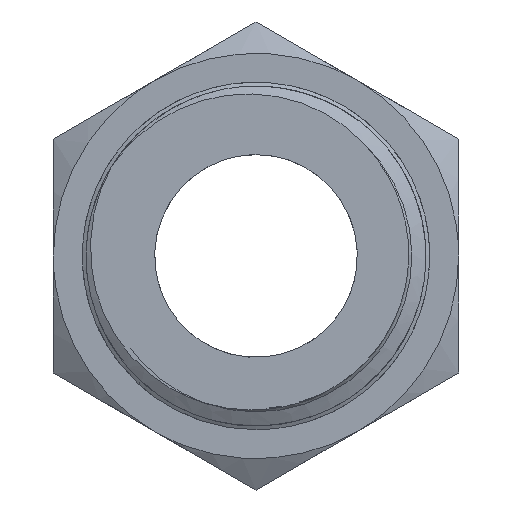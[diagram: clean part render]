
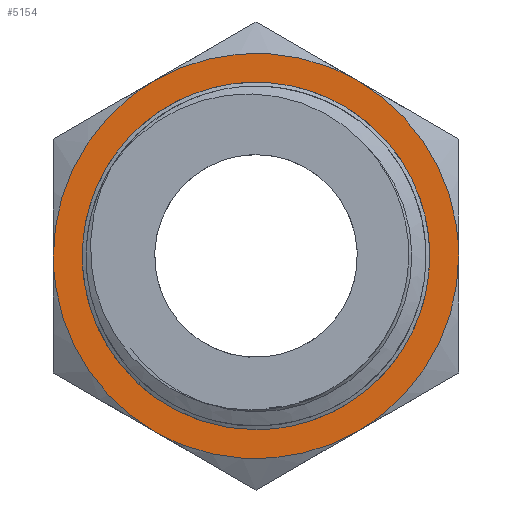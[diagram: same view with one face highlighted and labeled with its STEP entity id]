
A CAD part, left-side view. The second image highlights one B-rep face of the part: STEP entity #5154.
In plain terms, the highlighted free-form (B-spline) face has degree [1, 1] with [2, 2] control points.
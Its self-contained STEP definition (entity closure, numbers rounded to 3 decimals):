
#4594 = VERTEX_POINT('',#4595);
#4595 = CARTESIAN_POINT('',(0.,0.,-10.134));
#4600 = EDGE_CURVE('',#4594,#4594,#4601,.T.);
#4601 = ( BOUNDED_CURVE() B_SPLINE_CURVE(2,(#4602,#4603,#4604,#4605,
#4606,#4607,#4608),.UNSPECIFIED.,.T.,.F.) B_SPLINE_CURVE_WITH_KNOTS((3,2
    ,2,3),(3.142,5.236,7.33,9.425),
.PIECEWISE_BEZIER_KNOTS.) CURVE() GEOMETRIC_REPRESENTATION_ITEM() 
RATIONAL_B_SPLINE_CURVE((1.,0.5,1.,0.5,1.,0.5,1.)) REPRESENTATION_ITEM(
  '') );
#4602 = CARTESIAN_POINT('',(0.,0.,-10.134));
#4603 = CARTESIAN_POINT('',(0.,17.552,-10.134));
#4604 = CARTESIAN_POINT('',(0.,8.776,5.067));
#4605 = CARTESIAN_POINT('',(0.,0.,20.267));
#4606 = CARTESIAN_POINT('',(0.,-8.776,5.067));
#4607 = CARTESIAN_POINT('',(0.,-17.552,-10.134));
#4608 = CARTESIAN_POINT('',(0.,0.,-10.134));
#4652 = VERTEX_POINT('',#4653);
#4653 = CARTESIAN_POINT('',(0.,-5.911,-10.237));
#4659 = EDGE_CURVE('',#4652,#4660,#4662,.T.);
#4660 = VERTEX_POINT('',#4661);
#4661 = CARTESIAN_POINT('',(0.,5.911,-10.237));
#4662 = ( BOUNDED_CURVE() B_SPLINE_CURVE(2,(#4663,#4664,#4665),
.UNSPECIFIED.,.F.,.F.) B_SPLINE_CURVE_WITH_KNOTS((3,3),(2.618,
3.665),.PIECEWISE_BEZIER_KNOTS.) CURVE() 
GEOMETRIC_REPRESENTATION_ITEM() RATIONAL_B_SPLINE_CURVE((1.,
0.866,1.)) REPRESENTATION_ITEM('') );
#4663 = CARTESIAN_POINT('',(0.,-5.911,-10.237));
#4664 = CARTESIAN_POINT('',(0.,0.,-13.65));
#4665 = CARTESIAN_POINT('',(0.,5.911,-10.237));
#4686 = VERTEX_POINT('',#4687);
#4687 = CARTESIAN_POINT('',(0.,-11.821,0.));
#4693 = EDGE_CURVE('',#4686,#4652,#4694,.T.);
#4694 = ( BOUNDED_CURVE() B_SPLINE_CURVE(2,(#4695,#4696,#4697),
.UNSPECIFIED.,.F.,.F.) B_SPLINE_CURVE_WITH_KNOTS((3,3),(1.571,
2.618),.PIECEWISE_BEZIER_KNOTS.) CURVE() 
GEOMETRIC_REPRESENTATION_ITEM() RATIONAL_B_SPLINE_CURVE((1.,
0.866,1.)) REPRESENTATION_ITEM('') );
#4695 = CARTESIAN_POINT('',(0.,-11.821,0.));
#4696 = CARTESIAN_POINT('',(0.,-11.821,-6.825));
#4697 = CARTESIAN_POINT('',(0.,-5.911,-10.237));
#4718 = VERTEX_POINT('',#4719);
#4719 = CARTESIAN_POINT('',(0.,-5.911,10.237));
#4725 = EDGE_CURVE('',#4718,#4686,#4726,.T.);
#4726 = ( BOUNDED_CURVE() B_SPLINE_CURVE(2,(#4727,#4728,#4729),
.UNSPECIFIED.,.F.,.F.) B_SPLINE_CURVE_WITH_KNOTS((3,3),(0.524,
1.571),.PIECEWISE_BEZIER_KNOTS.) CURVE() 
GEOMETRIC_REPRESENTATION_ITEM() RATIONAL_B_SPLINE_CURVE((1.,
0.866,1.)) REPRESENTATION_ITEM('') );
#4727 = CARTESIAN_POINT('',(0.,-5.911,10.237));
#4728 = CARTESIAN_POINT('',(0.,-11.821,6.825));
#4729 = CARTESIAN_POINT('',(0.,-11.821,0.));
#4756 = VERTEX_POINT('',#4757);
#4757 = CARTESIAN_POINT('',(0.,5.911,10.237));
#4763 = EDGE_CURVE('',#4756,#4718,#4764,.T.);
#4764 = ( BOUNDED_CURVE() B_SPLINE_CURVE(2,(#4765,#4766,#4767),
.UNSPECIFIED.,.F.,.F.) B_SPLINE_CURVE_WITH_KNOTS((3,3),(5.76,
6.807),.PIECEWISE_BEZIER_KNOTS.) CURVE() 
GEOMETRIC_REPRESENTATION_ITEM() RATIONAL_B_SPLINE_CURVE((1.,
0.866,1.)) REPRESENTATION_ITEM('') );
#4765 = CARTESIAN_POINT('',(0.,5.911,10.237));
#4766 = CARTESIAN_POINT('',(0.,0.,13.65));
#4767 = CARTESIAN_POINT('',(0.,-5.911,10.237));
#4788 = VERTEX_POINT('',#4789);
#4789 = CARTESIAN_POINT('',(0.,11.821,0.));
#4795 = EDGE_CURVE('',#4788,#4756,#4796,.T.);
#4796 = ( BOUNDED_CURVE() B_SPLINE_CURVE(2,(#4797,#4798,#4799),
.UNSPECIFIED.,.F.,.F.) B_SPLINE_CURVE_WITH_KNOTS((3,3),(4.712,
5.76),.PIECEWISE_BEZIER_KNOTS.) CURVE() 
GEOMETRIC_REPRESENTATION_ITEM() RATIONAL_B_SPLINE_CURVE((1.,
0.866,1.)) REPRESENTATION_ITEM('') );
#4797 = CARTESIAN_POINT('',(0.,11.821,0.));
#4798 = CARTESIAN_POINT('',(0.,11.821,6.825));
#4799 = CARTESIAN_POINT('',(0.,5.911,10.237));
#4825 = EDGE_CURVE('',#4660,#4788,#4826,.T.);
#4826 = ( BOUNDED_CURVE() B_SPLINE_CURVE(2,(#4827,#4828,#4829),
.UNSPECIFIED.,.F.,.F.) B_SPLINE_CURVE_WITH_KNOTS((3,3),(3.665,
4.712),.PIECEWISE_BEZIER_KNOTS.) CURVE() 
GEOMETRIC_REPRESENTATION_ITEM() RATIONAL_B_SPLINE_CURVE((1.,
0.866,1.)) REPRESENTATION_ITEM('') );
#4827 = CARTESIAN_POINT('',(0.,5.911,-10.237));
#4828 = CARTESIAN_POINT('',(0.,11.821,-6.825));
#4829 = CARTESIAN_POINT('',(0.,11.821,0.));
#5154 = ADVANCED_FACE('',(#5155,#5163),#5166,.F.);
#5155 = FACE_BOUND('',#5156,.T.);
#5156 = EDGE_LOOP('',(#5157,#5158,#5159,#5160,#5161,#5162));
#5157 = ORIENTED_EDGE('',*,*,#4659,.F.);
#5158 = ORIENTED_EDGE('',*,*,#4693,.F.);
#5159 = ORIENTED_EDGE('',*,*,#4725,.F.);
#5160 = ORIENTED_EDGE('',*,*,#4763,.F.);
#5161 = ORIENTED_EDGE('',*,*,#4795,.F.);
#5162 = ORIENTED_EDGE('',*,*,#4825,.F.);
#5163 = FACE_BOUND('',#5164,.T.);
#5164 = EDGE_LOOP('',(#5165));
#5165 = ORIENTED_EDGE('',*,*,#4600,.T.);
#5166 = B_SPLINE_SURFACE_WITH_KNOTS('',1,1,(
    (#5167,#5168)
    ,(#5169,#5170
    )),.UNSPECIFIED.,.F.,.F.,.F.,(2,2),(2,2),(-8.,8.),(-8.,8.),
  .PIECEWISE_BEZIER_KNOTS.);
#5167 = CARTESIAN_POINT('',(0.,-11.821,11.821));
#5168 = CARTESIAN_POINT('',(0.,11.821,11.821));
#5169 = CARTESIAN_POINT('',(0.,-11.821,-11.821));
#5170 = CARTESIAN_POINT('',(0.,11.821,-11.821));
